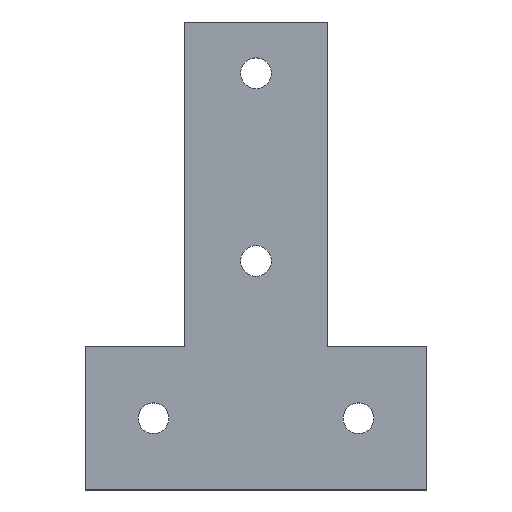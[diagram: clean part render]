
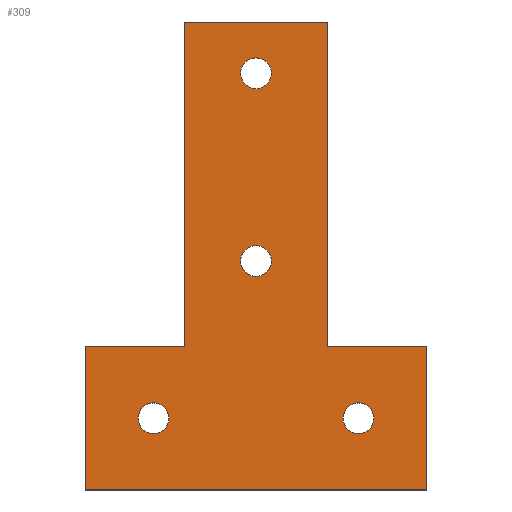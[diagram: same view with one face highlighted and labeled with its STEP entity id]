
A CAD part, top view. The second image highlights one B-rep face of the part: STEP entity #309.
In plain terms, the highlighted planar face has unit normal (0, 0, 1).
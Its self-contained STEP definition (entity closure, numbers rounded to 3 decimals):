
#5 = VERTEX_POINT ( 'NONE', #234 ) ;
#6 = VECTOR ( 'NONE', #110, 1000. ) ;
#11 = CARTESIAN_POINT ( 'NONE',  ( -21., 42., 3. ) ) ;
#19 = AXIS2_PLACEMENT_3D ( 'NONE', #595, #36, #127 ) ;
#20 = CARTESIAN_POINT ( 'NONE',  ( -50., 42., 3. ) ) ;
#22 = DIRECTION ( 'NONE',  ( 1., 0., 0. ) ) ;
#25 = CARTESIAN_POINT ( 'NONE',  ( -34.5, 21., 3. ) ) ;
#28 = CARTESIAN_POINT ( 'NONE',  ( -50., 0., 3. ) ) ;
#29 = CARTESIAN_POINT ( 'NONE',  ( 0., 122., 3. ) ) ;
#32 = CIRCLE ( 'NONE', #211, 4.5 ) ;
#36 = DIRECTION ( 'NONE',  ( 0., 0., 1. ) ) ;
#37 = EDGE_CURVE ( 'NONE', #441, #344, #157, .T. ) ;
#41 = VECTOR ( 'NONE', #139, 1000. ) ;
#51 = VERTEX_POINT ( 'NONE', #329 ) ;
#64 = VERTEX_POINT ( 'NONE', #20 ) ;
#71 = CARTESIAN_POINT ( 'NONE',  ( -21., 42., 3. ) ) ;
#77 = VECTOR ( 'NONE', #258, 1000. ) ;
#78 = ORIENTED_EDGE ( 'NONE', *, *, #632, .T. ) ;
#82 = DIRECTION ( 'NONE',  ( 0., 0., 1. ) ) ;
#83 = CARTESIAN_POINT ( 'NONE',  ( -25.5, 21., 3. ) ) ;
#86 = VECTOR ( 'NONE', #655, 1000. ) ;
#89 = ORIENTED_EDGE ( 'NONE', *, *, #554, .T. ) ;
#91 = LINE ( 'NONE', #11, #77 ) ;
#92 = EDGE_CURVE ( 'NONE', #64, #389, #320, .T. ) ;
#94 = CARTESIAN_POINT ( 'NONE',  ( 4.5, 67., 3. ) ) ;
#96 = EDGE_CURVE ( 'NONE', #492, #5, #534, .T. ) ;
#102 = VERTEX_POINT ( 'NONE', #25 ) ;
#104 = DIRECTION ( 'NONE',  ( 1., 0., 0. ) ) ;
#105 = CARTESIAN_POINT ( 'NONE',  ( -4.5, 122., 3. ) ) ;
#106 = AXIS2_PLACEMENT_3D ( 'NONE', #428, #591, #494 ) ;
#110 = DIRECTION ( 'NONE',  ( 0., 1., 0. ) ) ;
#114 = CARTESIAN_POINT ( 'NONE',  ( 50., 42., 3. ) ) ;
#115 = CIRCLE ( 'NONE', #471, 4.5 ) ;
#122 = CARTESIAN_POINT ( 'NONE',  ( -50., 0., 3. ) ) ;
#127 = DIRECTION ( 'NONE',  ( 1., 0., 0. ) ) ;
#134 = AXIS2_PLACEMENT_3D ( 'NONE', #149, #408, #104 ) ;
#139 = DIRECTION ( 'NONE',  ( 0., 1., 0. ) ) ;
#147 = FACE_BOUND ( 'NONE', #216, .T. ) ;
#149 = CARTESIAN_POINT ( 'NONE',  ( -30., 21., 3. ) ) ;
#150 = CARTESIAN_POINT ( 'NONE',  ( -30., 21., 3. ) ) ;
#157 = LINE ( 'NONE', #224, #6 ) ;
#162 = DIRECTION ( 'NONE',  ( 1., 0., 0. ) ) ;
#166 = CARTESIAN_POINT ( 'NONE',  ( 21., 42., 3. ) ) ;
#169 = DIRECTION ( 'NONE',  ( 0., -1., 0. ) ) ;
#177 = CARTESIAN_POINT ( 'NONE',  ( -50., 0., 3. ) ) ;
#193 = EDGE_CURVE ( 'NONE', #610, #451, #32, .T. ) ;
#194 = ORIENTED_EDGE ( 'NONE', *, *, #37, .T. ) ;
#195 = VERTEX_POINT ( 'NONE', #83 ) ;
#209 = VERTEX_POINT ( 'NONE', #71 ) ;
#211 = AXIS2_PLACEMENT_3D ( 'NONE', #576, #473, #22 ) ;
#216 = EDGE_LOOP ( 'NONE', ( #340, #308 ) ) ;
#219 = EDGE_LOOP ( 'NONE', ( #615, #243 ) ) ;
#224 = CARTESIAN_POINT ( 'NONE',  ( 50., 42., 3. ) ) ;
#231 = EDGE_CURVE ( 'NONE', #209, #64, #416, .T. ) ;
#234 = CARTESIAN_POINT ( 'NONE',  ( 25.5, 21., 3. ) ) ;
#237 = VECTOR ( 'NONE', #348, 1000. ) ;
#243 = ORIENTED_EDGE ( 'NONE', *, *, #464, .F. ) ;
#246 = ORIENTED_EDGE ( 'NONE', *, *, #649, .T. ) ;
#247 = VERTEX_POINT ( 'NONE', #166 ) ;
#248 = CARTESIAN_POINT ( 'NONE',  ( 21., 137., 3. ) ) ;
#256 = DIRECTION ( 'NONE',  ( 0., 0., 1. ) ) ;
#258 = DIRECTION ( 'NONE',  ( 0., -1., 0. ) ) ;
#259 = FACE_BOUND ( 'NONE', #647, .T. ) ;
#270 = CIRCLE ( 'NONE', #106, 4.5 ) ;
#272 = CARTESIAN_POINT ( 'NONE',  ( 30., 21., 3. ) ) ;
#273 = ORIENTED_EDGE ( 'NONE', *, *, #625, .T. ) ;
#284 = CARTESIAN_POINT ( 'NONE',  ( -4.5, 67., 3. ) ) ;
#292 = VECTOR ( 'NONE', #455, 1000. ) ;
#295 = CARTESIAN_POINT ( 'NONE',  ( -21., 137., 3. ) ) ;
#297 = LINE ( 'NONE', #295, #237 ) ;
#299 = AXIS2_PLACEMENT_3D ( 'NONE', #29, #544, #648 ) ;
#306 = FACE_BOUND ( 'NONE', #219, .T. ) ;
#308 = ORIENTED_EDGE ( 'NONE', *, *, #96, .F. ) ;
#309 = ADVANCED_FACE ( 'NONE', ( #585, #306, #643, #259, #147 ), #369, .T. ) ;
#312 = EDGE_LOOP ( 'NONE', ( #194, #89, #78, #246, #273, #658, #396, #624 ) ) ;
#320 = LINE ( 'NONE', #122, #571 ) ;
#329 = CARTESIAN_POINT ( 'NONE',  ( 4.5, 122., 3. ) ) ;
#332 = CARTESIAN_POINT ( 'NONE',  ( -21., 137., 3. ) ) ;
#334 = DIRECTION ( 'NONE',  ( 1., 0., 0. ) ) ;
#335 = EDGE_CURVE ( 'NONE', #102, #195, #422, .T. ) ;
#340 = ORIENTED_EDGE ( 'NONE', *, *, #424, .F. ) ;
#342 = DIRECTION ( 'NONE',  ( -1., 0., 0. ) ) ;
#344 = VERTEX_POINT ( 'NONE', #114 ) ;
#348 = DIRECTION ( 'NONE',  ( -1., 0., 0. ) ) ;
#350 = VERTEX_POINT ( 'NONE', #105 ) ;
#353 = DIRECTION ( 'NONE',  ( 0., 0., 1. ) ) ;
#365 = VERTEX_POINT ( 'NONE', #332 ) ;
#369 = PLANE ( 'NONE',  #445 ) ;
#378 = CARTESIAN_POINT ( 'NONE',  ( 0., 122., 3. ) ) ;
#389 = VERTEX_POINT ( 'NONE', #28 ) ;
#396 = ORIENTED_EDGE ( 'NONE', *, *, #92, .T. ) ;
#401 = DIRECTION ( 'NONE',  ( 1., 0., 0. ) ) ;
#402 = EDGE_CURVE ( 'NONE', #350, #51, #115, .T. ) ;
#408 = DIRECTION ( 'NONE',  ( 0., 0., 1. ) ) ;
#416 = LINE ( 'NONE', #563, #292 ) ;
#419 = CARTESIAN_POINT ( 'NONE',  ( 0., 0., 3. ) ) ;
#422 = CIRCLE ( 'NONE', #521, 4.5 ) ;
#424 = EDGE_CURVE ( 'NONE', #5, #492, #270, .T. ) ;
#428 = CARTESIAN_POINT ( 'NONE',  ( 30., 21., 3. ) ) ;
#431 = EDGE_CURVE ( 'NONE', #389, #441, #436, .T. ) ;
#435 = ORIENTED_EDGE ( 'NONE', *, *, #335, .F. ) ;
#436 = LINE ( 'NONE', #177, #86 ) ;
#441 = VERTEX_POINT ( 'NONE', #488 ) ;
#442 = ORIENTED_EDGE ( 'NONE', *, *, #193, .F. ) ;
#445 = AXIS2_PLACEMENT_3D ( 'NONE', #419, #256, #401 ) ;
#451 = VERTEX_POINT ( 'NONE', #284 ) ;
#452 = CARTESIAN_POINT ( 'NONE',  ( 21., 42., 3. ) ) ;
#455 = DIRECTION ( 'NONE',  ( -1., 0., 0. ) ) ;
#459 = VECTOR ( 'NONE', #342, 1000. ) ;
#463 = ORIENTED_EDGE ( 'NONE', *, *, #646, .F. ) ;
#464 = EDGE_CURVE ( 'NONE', #51, #350, #618, .T. ) ;
#471 = AXIS2_PLACEMENT_3D ( 'NONE', #378, #82, #334 ) ;
#473 = DIRECTION ( 'NONE',  ( 0., 0., 1. ) ) ;
#488 = CARTESIAN_POINT ( 'NONE',  ( 50., 0., 3. ) ) ;
#492 = VERTEX_POINT ( 'NONE', #496 ) ;
#494 = DIRECTION ( 'NONE',  ( 1., 0., 0. ) ) ;
#496 = CARTESIAN_POINT ( 'NONE',  ( 34.5, 21., 3. ) ) ;
#497 = EDGE_CURVE ( 'NONE', #451, #610, #606, .T. ) ;
#521 = AXIS2_PLACEMENT_3D ( 'NONE', #150, #353, #569 ) ;
#533 = DIRECTION ( 'NONE',  ( 0., 0., 1. ) ) ;
#534 = CIRCLE ( 'NONE', #540, 4.5 ) ;
#540 = AXIS2_PLACEMENT_3D ( 'NONE', #272, #533, #162 ) ;
#544 = DIRECTION ( 'NONE',  ( 0., 0., 1. ) ) ;
#554 = EDGE_CURVE ( 'NONE', #344, #247, #566, .T. ) ;
#563 = CARTESIAN_POINT ( 'NONE',  ( -50., 42., 3. ) ) ;
#566 = LINE ( 'NONE', #452, #459 ) ;
#569 = DIRECTION ( 'NONE',  ( 1., 0., 0. ) ) ;
#571 = VECTOR ( 'NONE', #169, 1000. ) ;
#576 = CARTESIAN_POINT ( 'NONE',  ( 0., 67., 3. ) ) ;
#585 = FACE_BOUND ( 'NONE', #631, .T. ) ;
#591 = DIRECTION ( 'NONE',  ( 0., 0., 1. ) ) ;
#595 = CARTESIAN_POINT ( 'NONE',  ( 0., 67., 3. ) ) ;
#606 = CIRCLE ( 'NONE', #19, 4.5 ) ;
#607 = CIRCLE ( 'NONE', #134, 4.5 ) ;
#609 = ORIENTED_EDGE ( 'NONE', *, *, #497, .F. ) ;
#610 = VERTEX_POINT ( 'NONE', #94 ) ;
#611 = LINE ( 'NONE', #621, #41 ) ;
#615 = ORIENTED_EDGE ( 'NONE', *, *, #402, .F. ) ;
#618 = CIRCLE ( 'NONE', #299, 4.5 ) ;
#620 = VERTEX_POINT ( 'NONE', #248 ) ;
#621 = CARTESIAN_POINT ( 'NONE',  ( 21., 137., 3. ) ) ;
#624 = ORIENTED_EDGE ( 'NONE', *, *, #431, .T. ) ;
#625 = EDGE_CURVE ( 'NONE', #365, #209, #91, .T. ) ;
#631 = EDGE_LOOP ( 'NONE', ( #435, #463 ) ) ;
#632 = EDGE_CURVE ( 'NONE', #247, #620, #611, .T. ) ;
#643 = FACE_OUTER_BOUND ( 'NONE', #312, .T. ) ;
#646 = EDGE_CURVE ( 'NONE', #195, #102, #607, .T. ) ;
#647 = EDGE_LOOP ( 'NONE', ( #609, #442 ) ) ;
#648 = DIRECTION ( 'NONE',  ( 1., 0., 0. ) ) ;
#649 = EDGE_CURVE ( 'NONE', #620, #365, #297, .T. ) ;
#655 = DIRECTION ( 'NONE',  ( 1., 0., 0. ) ) ;
#658 = ORIENTED_EDGE ( 'NONE', *, *, #231, .T. ) ;
